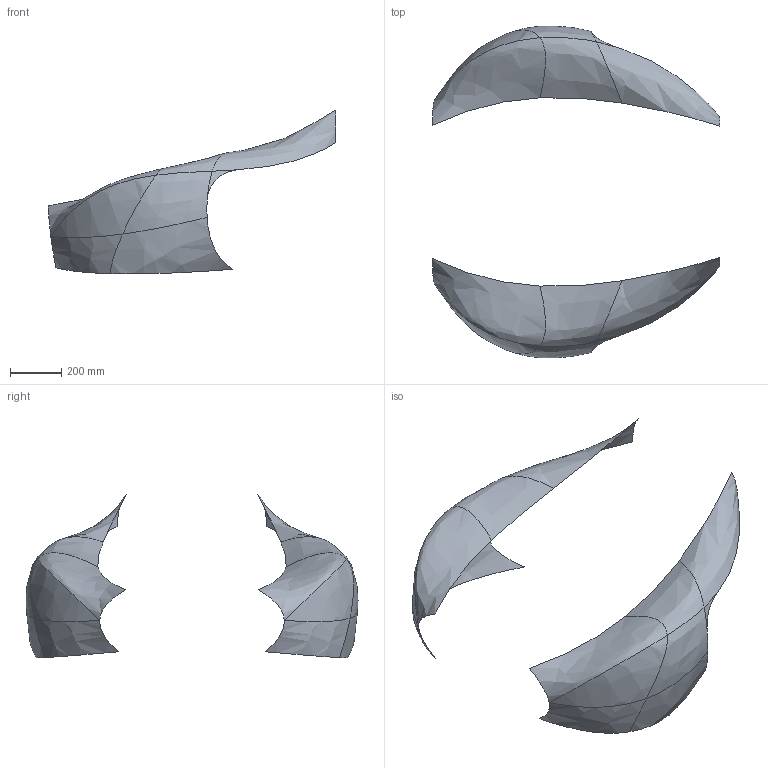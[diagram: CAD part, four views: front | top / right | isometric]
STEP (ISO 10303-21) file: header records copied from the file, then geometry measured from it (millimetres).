
FILE_DESCRIPTION(('CATIA V5 STEP Exchange'),'2;1');
FILE_NAME('Ouies.stp','2014-10-29T14:10:51+00:00',('none'),('none'),'CATIA Version 5 Release 19 SP 2 (IN-10)','CATIA V5 STEP AP203','none');
FILE_SCHEMA(('CONFIG_CONTROL_DESIGN'));
Length unit declared in the file: millimetre
Products named in the file (1): Ouie gauche V0.2
Bounding box: 1122 x 1296.05 x 639.86 mm (x, y, z)
Surface area: 1017424.6 mm2 (no closed solid volume)
Topology: 0 solids, 2 shells, 16 faces, 90 edges, 131 vertices
Faces by surface type: bspline 16
Entity records: 3715 total; most frequent: CARTESIAN_POINT 3181, ORIENTED_EDGE 104, B_SPLINE_CURVE_WITH_KNOTS 75, EDGE_CURVE 64, VERTEX_POINT 50, COMPOSITE_CURVE 26, COMPOSITE_CURVE_SEGMENT 26, TRIMMED_CURVE 26
